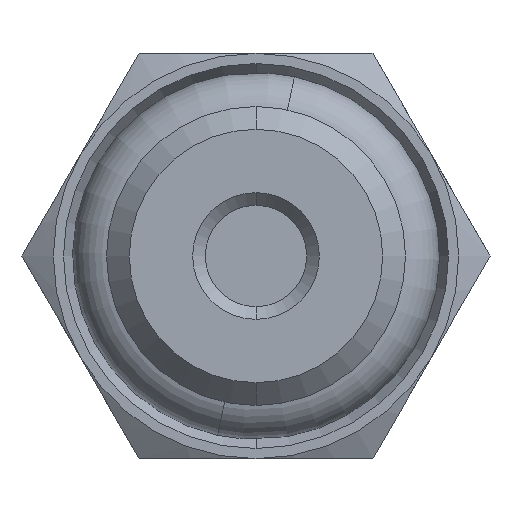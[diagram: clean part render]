
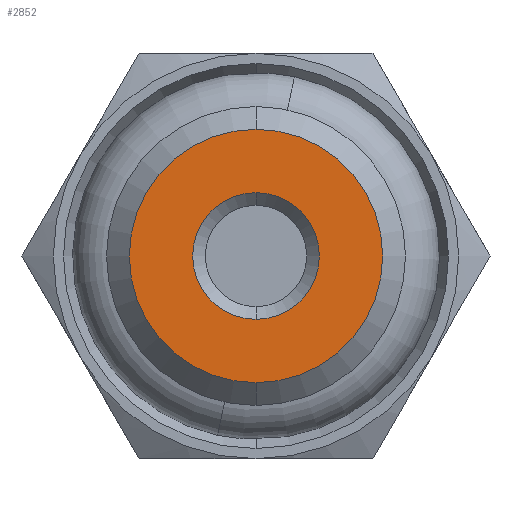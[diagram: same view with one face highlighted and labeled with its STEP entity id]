
A CAD part, front view. The second image highlights one B-rep face of the part: STEP entity #2852.
In plain terms, the highlighted planar face has unit normal (0, -1, 0).
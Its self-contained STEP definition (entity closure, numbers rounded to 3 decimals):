
#273 = ORIENTED_EDGE ( 'NONE', *, *, #903, .T. ) ;
#274 = ORIENTED_EDGE ( 'NONE', *, *, #886, .T. ) ;
#275 = ORIENTED_EDGE ( 'NONE', *, *, #887, .T. ) ;
#276 = ORIENTED_EDGE ( 'NONE', *, *, #909, .T. ) ;
#327 = CIRCLE ( 'NONE', #2468, 2.5 ) ;
#329 = CIRCLE ( 'NONE', #2467, 1.25 ) ;
#348 = CIRCLE ( 'NONE', #2479, 1.25 ) ;
#354 = CIRCLE ( 'NONE', #2482, 2.5 ) ;
#643 = AXIS2_PLACEMENT_3D ( 'NONE', #3048, #3047, #3052 ) ;
#871 = VERTEX_POINT ( 'NONE', #1839 ) ;
#872 = VERTEX_POINT ( 'NONE', #1840 ) ;
#886 = EDGE_CURVE ( 'NONE', #872, #871, #329, .T. ) ;
#887 = EDGE_CURVE ( 'NONE', #2353, #965, #327, .T. ) ;
#903 = EDGE_CURVE ( 'NONE', #871, #872, #348, .T. ) ;
#909 = EDGE_CURVE ( 'NONE', #965, #2353, #354, .T. ) ;
#965 = VERTEX_POINT ( 'NONE', #2303 ) ;
#1637 = FACE_OUTER_BOUND ( 'NONE', #2806, .T. ) ;
#1645 = FACE_BOUND ( 'NONE', #2808, .T. ) ;
#1839 = CARTESIAN_POINT ( 'NONE',  ( 0., 0., -1.25 ) ) ;
#1840 = CARTESIAN_POINT ( 'NONE',  ( 0., 0., 1.25 ) ) ;
#1942 = CARTESIAN_POINT ( 'NONE',  ( 0., 0., 2.5 ) ) ;
#2001 = CARTESIAN_POINT ( 'NONE',  ( 0., 0., 0. ) ) ;
#2002 = DIRECTION ( 'NONE',  ( 0., 1., 0. ) ) ;
#2003 = DIRECTION ( 'NONE',  ( 0., 0., -1. ) ) ;
#2004 = CARTESIAN_POINT ( 'NONE',  ( 0., 0., 0. ) ) ;
#2005 = DIRECTION ( 'NONE',  ( 0., -1., 0. ) ) ;
#2006 = DIRECTION ( 'NONE',  ( 0., 0., -1. ) ) ;
#2048 = CARTESIAN_POINT ( 'NONE',  ( 0., 0., 0. ) ) ;
#2049 = DIRECTION ( 'NONE',  ( 0., 1., 0. ) ) ;
#2050 = DIRECTION ( 'NONE',  ( 0., 0., -1. ) ) ;
#2063 = CARTESIAN_POINT ( 'NONE',  ( 0., 0., 0. ) ) ;
#2064 = DIRECTION ( 'NONE',  ( 0., -1., 0. ) ) ;
#2065 = DIRECTION ( 'NONE',  ( 0., 0., -1. ) ) ;
#2303 = CARTESIAN_POINT ( 'NONE',  ( 0., 0., -2.5 ) ) ;
#2353 = VERTEX_POINT ( 'NONE', #1942 ) ;
#2467 = AXIS2_PLACEMENT_3D ( 'NONE', #2001, #2002, #2003 ) ;
#2468 = AXIS2_PLACEMENT_3D ( 'NONE', #2004, #2005, #2006 ) ;
#2479 = AXIS2_PLACEMENT_3D ( 'NONE', #2048, #2049, #2050 ) ;
#2482 = AXIS2_PLACEMENT_3D ( 'NONE', #2063, #2064, #2065 ) ;
#2806 = EDGE_LOOP ( 'NONE', ( #275, #276 ) ) ;
#2808 = EDGE_LOOP ( 'NONE', ( #273, #274 ) ) ;
#2852 = ADVANCED_FACE ( 'NONE', ( #1645, #1637 ), #3050, .T. ) ;
#3047 = DIRECTION ( 'NONE',  ( 0., -1., 0. ) ) ;
#3048 = CARTESIAN_POINT ( 'NONE',  ( 0., 0., 0. ) ) ;
#3050 = PLANE ( 'NONE',  #643 ) ;
#3052 = DIRECTION ( 'NONE',  ( 0., 0., -1. ) ) ;
